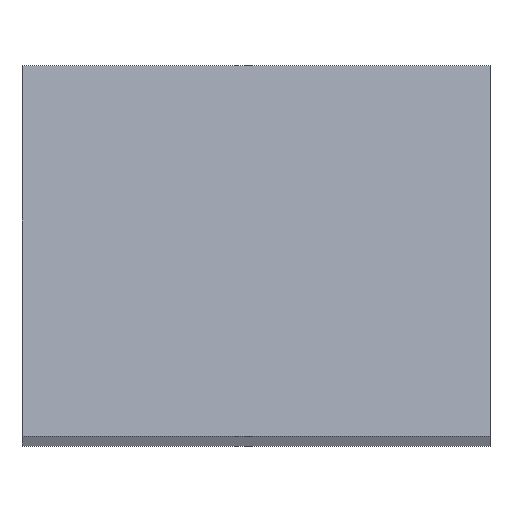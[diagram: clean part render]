
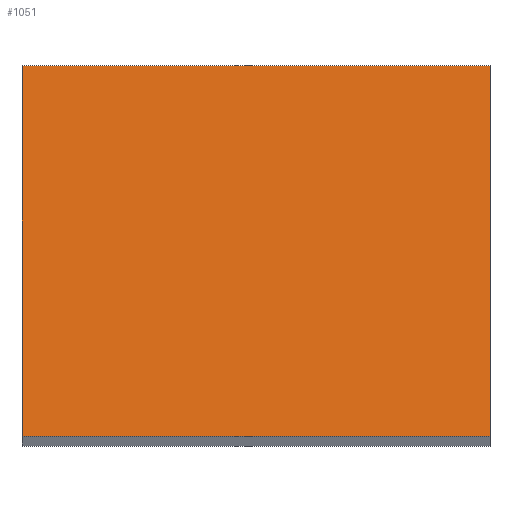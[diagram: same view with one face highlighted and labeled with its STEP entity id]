
A CAD part, top view. The second image highlights one B-rep face of the part: STEP entity #1051.
In plain terms, the highlighted planar face has unit normal (0, 0.139, 0.99).
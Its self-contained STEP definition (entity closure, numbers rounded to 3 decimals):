
#1 = DIRECTION ( 'NONE',  ( 0., 0.139, 0.99 ) ) ;
#42 = VECTOR ( 'NONE', #765, 1000. ) ;
#45 = AXIS2_PLACEMENT_3D ( 'NONE', #545, #1, #641 ) ;
#48 = DIRECTION ( 'NONE',  ( 0., -0.99, 0.139 ) ) ;
#95 = CARTESIAN_POINT ( 'NONE',  ( 10.01, 10.283, 1.318 ) ) ;
#123 = VECTOR ( 'NONE', #451, 1000. ) ;
#124 = CARTESIAN_POINT ( 'NONE',  ( -9.99, 10.283, 1.318 ) ) ;
#129 = CARTESIAN_POINT ( 'NONE',  ( -9.99, 10.283, 1.318 ) ) ;
#166 = VERTEX_POINT ( 'NONE', #376 ) ;
#170 = VERTEX_POINT ( 'NONE', #983 ) ;
#275 = ORIENTED_EDGE ( 'NONE', *, *, #1098, .F. ) ;
#345 = LINE ( 'NONE', #124, #42 ) ;
#368 = EDGE_CURVE ( 'NONE', #166, #384, #1003, .T. ) ;
#376 = CARTESIAN_POINT ( 'NONE',  ( -9.99, 10.283, 1.318 ) ) ;
#384 = VERTEX_POINT ( 'NONE', #839 ) ;
#394 = ORIENTED_EDGE ( 'NONE', *, *, #368, .T. ) ;
#419 = DIRECTION ( 'NONE',  ( 1., 0., 0. ) ) ;
#451 = DIRECTION ( 'NONE',  ( 0., -0.99, 0.139 ) ) ;
#497 = CARTESIAN_POINT ( 'NONE',  ( 10.01, 10.283, 1.318 ) ) ;
#499 = VERTEX_POINT ( 'NONE', #497 ) ;
#545 = CARTESIAN_POINT ( 'NONE',  ( -9.99, 10.283, 1.318 ) ) ;
#569 = EDGE_CURVE ( 'NONE', #384, #170, #1000, .T. ) ;
#581 = VECTOR ( 'NONE', #419, 1000. ) ;
#641 = DIRECTION ( 'NONE',  ( 0., -0.99, 0.139 ) ) ;
#646 = FACE_OUTER_BOUND ( 'NONE', #1090, .T. ) ;
#747 = VECTOR ( 'NONE', #48, 1000. ) ;
#765 = DIRECTION ( 'NONE',  ( 1., 0., 0. ) ) ;
#772 = CARTESIAN_POINT ( 'NONE',  ( -9.99, -5.561, 3.544 ) ) ;
#782 = EDGE_CURVE ( 'NONE', #499, #170, #793, .T. ) ;
#793 = LINE ( 'NONE', #95, #123 ) ;
#839 = CARTESIAN_POINT ( 'NONE',  ( -9.99, -5.561, 3.544 ) ) ;
#907 = ORIENTED_EDGE ( 'NONE', *, *, #569, .T. ) ;
#983 = CARTESIAN_POINT ( 'NONE',  ( 10.01, -5.561, 3.544 ) ) ;
#1000 = LINE ( 'NONE', #772, #581 ) ;
#1003 = LINE ( 'NONE', #129, #747 ) ;
#1051 = ADVANCED_FACE ( 'NONE', ( #646 ), #1086, .T. ) ;
#1085 = ORIENTED_EDGE ( 'NONE', *, *, #782, .F. ) ;
#1086 = PLANE ( 'NONE',  #45 ) ;
#1090 = EDGE_LOOP ( 'NONE', ( #907, #1085, #275, #394 ) ) ;
#1098 = EDGE_CURVE ( 'NONE', #166, #499, #345, .T. ) ;
